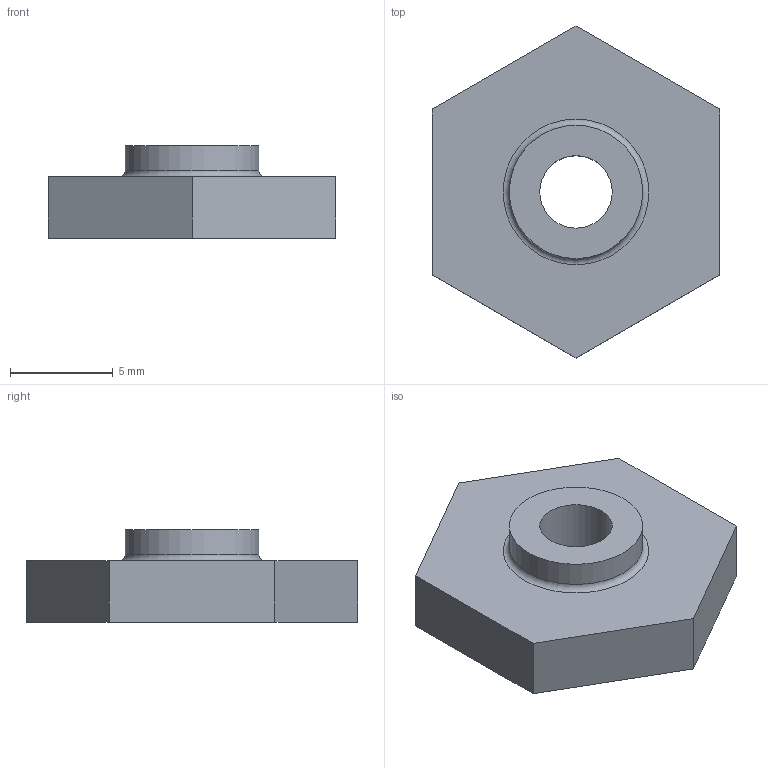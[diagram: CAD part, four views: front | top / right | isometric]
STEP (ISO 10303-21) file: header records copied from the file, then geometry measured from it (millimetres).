
FILE_DESCRIPTION(/* description */ (''),/* implementation_level */ '2;1');
FILE_NAME(/* name */ 'RSp_ecrou.step',/* time_stamp */ '2023-01-13T18:09:14+01:00',/* author */ (''),/* organization */ (''),/* preprocessor_version */ 'ST-DEVELOPER v19.2',/* originating_system */ 'Autodesk Translation Framework v11.17.0.187',/* authorisation */ '');
FILE_SCHEMA (('AUTOMOTIVE_DESIGN { 1 0 10303 214 3 1 1 }'));
Length unit declared in the file: millimetre
Products named in the file (1): RSp_ecrou
Bounding box: 14 x 16.17 x 4.5 mm (x, y, z)
Volume: 515.4 mm3; surface area: 543.3 mm2
Topology: 1 solids, 1 shells, 12 faces, 27 edges, 18 vertices
Faces by surface type: plane 9, cylinder 2, torus 1
Full cylindrical faces by diameter (mm): 3.529 x1, 6.5 x1
Entity records: 382 total; most frequent: DIRECTION 60, CARTESIAN_POINT 58, ORIENTED_EDGE 54, EDGE_CURVE 27, LINE 20, VECTOR 20, AXIS2_PLACEMENT_3D 20, VERTEX_POINT 18
